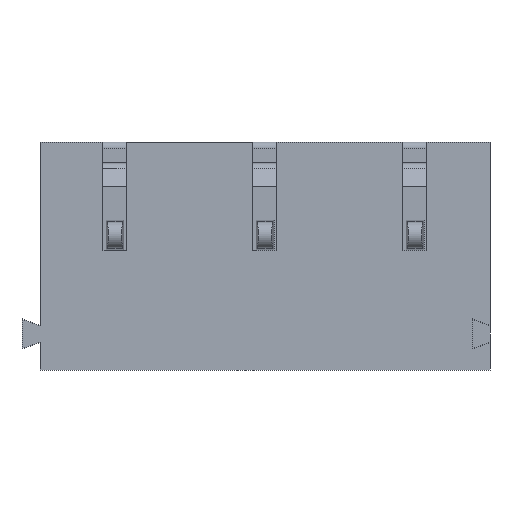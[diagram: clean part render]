
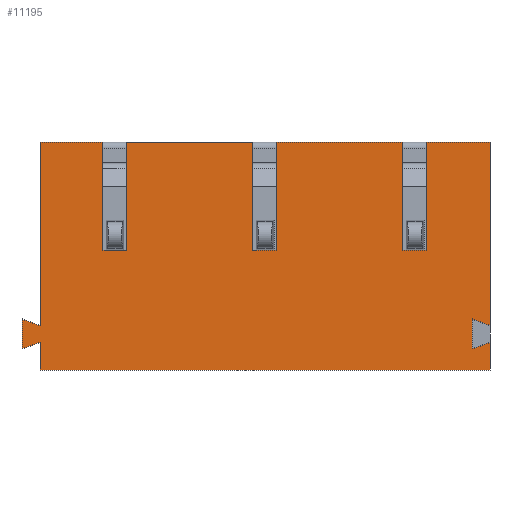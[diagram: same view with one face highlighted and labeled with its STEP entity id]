
A CAD part, front view. The second image highlights one B-rep face of the part: STEP entity #11195.
In plain terms, the highlighted planar face has unit normal (0, -1, 0).
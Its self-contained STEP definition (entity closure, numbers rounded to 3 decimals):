
#1479=FACE_OUTER_BOUND('',#2100,.T.);
#2100=EDGE_LOOP('',(#9328,#9329,#9330,#9331,#9332,#9333,#9334,#9335,#9336,
#9337,#9338,#9339,#9340,#9341,#9342,#9343,#9344,#9345,#9346,#9347,#9348,
#9349,#9350,#9351));
#2897=LINE('',#18670,#3964);
#2901=LINE('',#18678,#3968);
#2967=LINE('',#19055,#4034);
#2975=LINE('',#19070,#4042);
#2978=LINE('',#19076,#4045);
#2986=LINE('',#19092,#4053);
#2993=LINE('',#19106,#4060);
#2994=LINE('',#19108,#4061);
#2995=LINE('',#19109,#4062);
#2996=LINE('',#19111,#4063);
#2997=LINE('',#19113,#4064);
#2998=LINE('',#19114,#4065);
#2999=LINE('',#19116,#4066);
#3000=LINE('',#19118,#4067);
#3001=LINE('',#19120,#4068);
#3002=LINE('',#19122,#4069);
#3003=LINE('',#19124,#4070);
#3004=LINE('',#19125,#4071);
#3005=LINE('',#19127,#4072);
#3006=LINE('',#19129,#4073);
#3007=LINE('',#19130,#4074);
#3008=LINE('',#19132,#4075);
#3009=LINE('',#19134,#4076);
#3010=LINE('',#19135,#4077);
#3964=VECTOR('',#12800,1000.);
#3968=VECTOR('',#12804,1000.);
#4034=VECTOR('',#13116,1000.);
#4042=VECTOR('',#13124,1000.);
#4045=VECTOR('',#13127,1000.);
#4053=VECTOR('',#13135,1000.);
#4060=VECTOR('',#13144,1000.);
#4061=VECTOR('',#13145,1000.);
#4062=VECTOR('',#13146,1000.);
#4063=VECTOR('',#13147,1000.);
#4064=VECTOR('',#13148,1000.);
#4065=VECTOR('',#13149,1000.);
#4066=VECTOR('',#13150,1000.);
#4067=VECTOR('',#13151,1000.);
#4068=VECTOR('',#13152,1000.);
#4069=VECTOR('',#13153,1000.);
#4070=VECTOR('',#13154,1000.);
#4071=VECTOR('',#13155,1000.);
#4072=VECTOR('',#13156,1000.);
#4073=VECTOR('',#13157,1000.);
#4074=VECTOR('',#13158,1000.);
#4075=VECTOR('',#13159,1000.);
#4076=VECTOR('',#13160,1000.);
#4077=VECTOR('',#13161,1000.);
#5118=VERTEX_POINT('',#18668);
#5119=VERTEX_POINT('',#18669);
#5122=VERTEX_POINT('',#18675);
#5123=VERTEX_POINT('',#18677);
#5262=VERTEX_POINT('',#19052);
#5263=VERTEX_POINT('',#19054);
#5270=VERTEX_POINT('',#19068);
#5272=VERTEX_POINT('',#19073);
#5273=VERTEX_POINT('',#19075);
#5280=VERTEX_POINT('',#19089);
#5281=VERTEX_POINT('',#19091);
#5287=VERTEX_POINT('',#19105);
#5288=VERTEX_POINT('',#19107);
#5289=VERTEX_POINT('',#19110);
#5290=VERTEX_POINT('',#19112);
#5291=VERTEX_POINT('',#19115);
#5292=VERTEX_POINT('',#19117);
#5293=VERTEX_POINT('',#19119);
#5294=VERTEX_POINT('',#19121);
#5295=VERTEX_POINT('',#19123);
#5296=VERTEX_POINT('',#19126);
#5297=VERTEX_POINT('',#19128);
#5298=VERTEX_POINT('',#19131);
#5299=VERTEX_POINT('',#19133);
#6515=EDGE_CURVE('',#5118,#5119,#2897,.T.);
#6519=EDGE_CURVE('',#5122,#5123,#2901,.T.);
#6682=EDGE_CURVE('',#5262,#5263,#2967,.T.);
#6690=EDGE_CURVE('',#5270,#5118,#2975,.T.);
#6693=EDGE_CURVE('',#5272,#5273,#2978,.T.);
#6701=EDGE_CURVE('',#5280,#5281,#2986,.T.);
#6708=EDGE_CURVE('',#5262,#5287,#2993,.T.);
#6709=EDGE_CURVE('',#5288,#5287,#2994,.T.);
#6710=EDGE_CURVE('',#5281,#5288,#2995,.T.);
#6711=EDGE_CURVE('',#5280,#5289,#2996,.T.);
#6712=EDGE_CURVE('',#5290,#5289,#2997,.T.);
#6713=EDGE_CURVE('',#5273,#5290,#2998,.T.);
#6714=EDGE_CURVE('',#5291,#5272,#2999,.T.);
#6715=EDGE_CURVE('',#5291,#5292,#3000,.T.);
#6716=EDGE_CURVE('',#5293,#5292,#3001,.T.);
#6717=EDGE_CURVE('',#5294,#5293,#3002,.T.);
#6718=EDGE_CURVE('',#5295,#5294,#3003,.T.);
#6719=EDGE_CURVE('',#5123,#5295,#3004,.T.);
#6720=EDGE_CURVE('',#5122,#5296,#3005,.T.);
#6721=EDGE_CURVE('',#5296,#5297,#3006,.T.);
#6722=EDGE_CURVE('',#5119,#5297,#3007,.T.);
#6723=EDGE_CURVE('',#5270,#5298,#3008,.T.);
#6724=EDGE_CURVE('',#5299,#5298,#3009,.T.);
#6725=EDGE_CURVE('',#5263,#5299,#3010,.T.);
#9328=ORIENTED_EDGE('',*,*,#6682,.F.);
#9329=ORIENTED_EDGE('',*,*,#6708,.T.);
#9330=ORIENTED_EDGE('',*,*,#6709,.F.);
#9331=ORIENTED_EDGE('',*,*,#6710,.F.);
#9332=ORIENTED_EDGE('',*,*,#6701,.F.);
#9333=ORIENTED_EDGE('',*,*,#6711,.T.);
#9334=ORIENTED_EDGE('',*,*,#6712,.F.);
#9335=ORIENTED_EDGE('',*,*,#6713,.F.);
#9336=ORIENTED_EDGE('',*,*,#6693,.F.);
#9337=ORIENTED_EDGE('',*,*,#6714,.F.);
#9338=ORIENTED_EDGE('',*,*,#6715,.T.);
#9339=ORIENTED_EDGE('',*,*,#6716,.F.);
#9340=ORIENTED_EDGE('',*,*,#6717,.F.);
#9341=ORIENTED_EDGE('',*,*,#6718,.F.);
#9342=ORIENTED_EDGE('',*,*,#6719,.F.);
#9343=ORIENTED_EDGE('',*,*,#6519,.F.);
#9344=ORIENTED_EDGE('',*,*,#6720,.T.);
#9345=ORIENTED_EDGE('',*,*,#6721,.T.);
#9346=ORIENTED_EDGE('',*,*,#6722,.F.);
#9347=ORIENTED_EDGE('',*,*,#6515,.F.);
#9348=ORIENTED_EDGE('',*,*,#6690,.F.);
#9349=ORIENTED_EDGE('',*,*,#6723,.T.);
#9350=ORIENTED_EDGE('',*,*,#6724,.F.);
#9351=ORIENTED_EDGE('',*,*,#6725,.F.);
#10645=PLANE('',#11693);
#11195=ADVANCED_FACE('',(#1479),#10645,.T.);
#11693=AXIS2_PLACEMENT_3D('',#19104,#13142,#13143);
#12800=DIRECTION('',(0.,0.,-1.));
#12804=DIRECTION('',(0.,0.,-1.));
#13116=DIRECTION('',(1.,0.,0.));
#13124=DIRECTION('',(1.,0.,0.));
#13127=DIRECTION('',(1.,0.,0.));
#13135=DIRECTION('',(1.,0.,0.));
#13142=DIRECTION('center_axis',(0.,-1.,0.));
#13143=DIRECTION('ref_axis',(0.,0.,-1.));
#13144=DIRECTION('',(0.,0.,-1.));
#13145=DIRECTION('',(1.,0.,0.));
#13146=DIRECTION('',(0.,0.,-1.));
#13147=DIRECTION('',(0.,0.,-1.));
#13148=DIRECTION('',(1.,0.,0.));
#13149=DIRECTION('',(0.,0.,-1.));
#13150=DIRECTION('',(0.,0.,1.));
#13151=DIRECTION('',(-0.94,0.,0.342));
#13152=DIRECTION('',(0.,0.,1.));
#13153=DIRECTION('',(-0.94,0.,-0.342));
#13154=DIRECTION('',(0.,0.,1.));
#13155=DIRECTION('',(-1.,0.,0.));
#13156=DIRECTION('',(-0.94,0.,-0.342));
#13157=DIRECTION('',(0.,0.,1.));
#13158=DIRECTION('',(-0.94,0.,0.342));
#13159=DIRECTION('',(0.,0.,-1.));
#13160=DIRECTION('',(1.,0.,0.));
#13161=DIRECTION('',(0.,0.,-1.));
#18668=CARTESIAN_POINT('',(15.,0.,7.6));
#18669=CARTESIAN_POINT('',(15.,0.,1.482));
#18670=CARTESIAN_POINT('',(15.,0.,7.6));
#18675=CARTESIAN_POINT('',(15.,0.,0.918));
#18677=CARTESIAN_POINT('',(15.,0.,0.));
#18678=CARTESIAN_POINT('',(15.,0.,7.6));
#19052=CARTESIAN_POINT('',(7.9,0.,7.6));
#19054=CARTESIAN_POINT('',(12.1,0.,7.6));
#19055=CARTESIAN_POINT('',(0.,0.,7.6));
#19068=CARTESIAN_POINT('',(12.9,0.,7.6));
#19070=CARTESIAN_POINT('',(0.,0.,7.6));
#19073=CARTESIAN_POINT('',(0.,0.,7.6));
#19075=CARTESIAN_POINT('',(2.1,0.,7.6));
#19076=CARTESIAN_POINT('',(0.,0.,7.6));
#19089=CARTESIAN_POINT('',(2.9,0.,7.6));
#19091=CARTESIAN_POINT('',(7.1,0.,7.6));
#19092=CARTESIAN_POINT('',(0.,0.,7.6));
#19104=CARTESIAN_POINT('Origin',(0.,0.,0.));
#19105=CARTESIAN_POINT('',(7.9,0.,3.99));
#19106=CARTESIAN_POINT('',(7.9,0.,7.6));
#19107=CARTESIAN_POINT('',(7.1,0.,3.99));
#19108=CARTESIAN_POINT('',(7.1,0.,3.99));
#19109=CARTESIAN_POINT('',(7.1,0.,7.6));
#19110=CARTESIAN_POINT('',(2.9,0.,3.99));
#19111=CARTESIAN_POINT('',(2.9,0.,7.6));
#19112=CARTESIAN_POINT('',(2.1,0.,3.99));
#19113=CARTESIAN_POINT('',(2.1,0.,3.99));
#19114=CARTESIAN_POINT('',(2.1,0.,7.6));
#19115=CARTESIAN_POINT('',(0.,0.,1.482));
#19116=CARTESIAN_POINT('',(0.,0.,7.6));
#19117=CARTESIAN_POINT('',(-0.6,0.,1.7));
#19118=CARTESIAN_POINT('',(0.,0.,1.482));
#19119=CARTESIAN_POINT('',(-0.6,0.,0.7));
#19120=CARTESIAN_POINT('',(-0.6,0.,0.7));
#19121=CARTESIAN_POINT('',(0.,0.,0.918));
#19122=CARTESIAN_POINT('',(0.,0.,0.918));
#19123=CARTESIAN_POINT('',(0.,0.,0.));
#19124=CARTESIAN_POINT('',(0.,0.,7.6));
#19125=CARTESIAN_POINT('',(0.,0.,0.));
#19126=CARTESIAN_POINT('',(14.4,0.,0.7));
#19127=CARTESIAN_POINT('',(15.,0.,0.918));
#19128=CARTESIAN_POINT('',(14.4,0.,1.7));
#19129=CARTESIAN_POINT('',(14.4,0.,0.7));
#19130=CARTESIAN_POINT('',(15.,0.,1.482));
#19131=CARTESIAN_POINT('',(12.9,0.,3.99));
#19132=CARTESIAN_POINT('',(12.9,0.,7.6));
#19133=CARTESIAN_POINT('',(12.1,0.,3.99));
#19134=CARTESIAN_POINT('',(12.1,0.,3.99));
#19135=CARTESIAN_POINT('',(12.1,0.,7.6));
